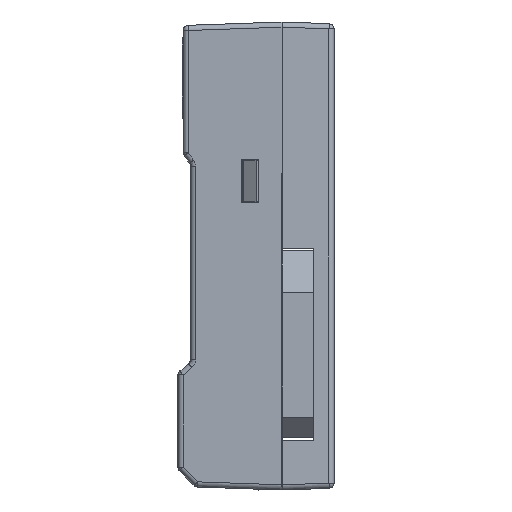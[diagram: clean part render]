
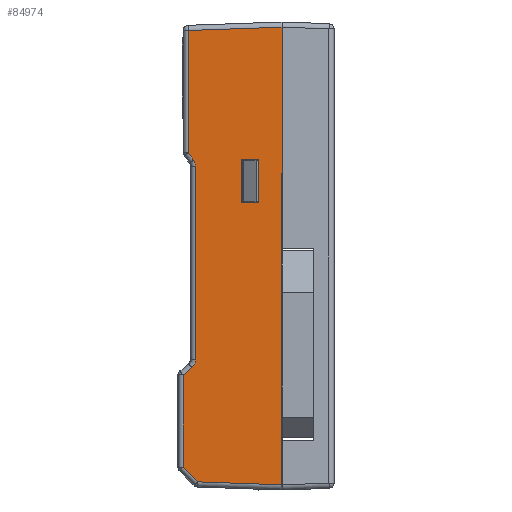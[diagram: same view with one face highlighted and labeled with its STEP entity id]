
A CAD part, left-side view. The second image highlights one B-rep face of the part: STEP entity #84974.
In plain terms, the highlighted face is planar.
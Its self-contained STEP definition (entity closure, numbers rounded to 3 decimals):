
#713 = VECTOR ( 'NONE', #75271, 1000. ) ;
#944 = ORIENTED_EDGE ( 'NONE', *, *, #99724, .T. ) ;
#994 = CARTESIAN_POINT ( 'NONE',  ( 25.707, 8.38, -16.515 ) ) ;
#2243 = ORIENTED_EDGE ( 'NONE', *, *, #30911, .T. ) ;
#4388 = ORIENTED_EDGE ( 'NONE', *, *, #176599, .T. ) ;
#5147 = CARTESIAN_POINT ( 'NONE',  ( 25.999, 0.028, 14.521 ) ) ;
#6280 = VERTEX_POINT ( 'NONE', #124182 ) ;
#12968 = DIRECTION ( 'NONE',  ( 0.02, -0.573, 0.819 ) ) ;
#17192 = EDGE_CURVE ( 'NONE', #173569, #21805, #67784, .T. ) ;
#18513 = LINE ( 'NONE', #83660, #34111 ) ;
#21805 = VERTEX_POINT ( 'NONE', #147110 ) ;
#22660 = PLANE ( 'NONE',  #153151 ) ;
#24641 = FACE_OUTER_BOUND ( 'NONE', #178143, .T. ) ;
#24949 = CARTESIAN_POINT ( 'NONE',  ( 25.703, 8.498, -16.684 ) ) ;
#27137 = CARTESIAN_POINT ( 'NONE',  ( 25.703, 8.498, -16.684 ) ) ;
#27379 = LINE ( 'NONE', #166811, #144762 ) ;
#28349 = VECTOR ( 'NONE', #92864, 1000. ) ;
#30911 = EDGE_CURVE ( 'NONE', #21805, #76843, #166243, .T. ) ;
#32700 = VECTOR ( 'NONE', #170600, 1000. ) ;
#34111 = VECTOR ( 'NONE', #12968, 1000. ) ;
#35583 = DIRECTION ( 'NONE',  ( 0.035, -0.999, 0.035 ) ) ;
#39231 = ORIENTED_EDGE ( 'NONE', *, *, #155517, .T. ) ;
#39806 = CARTESIAN_POINT ( 'NONE',  ( 25.864, 3.9, 13.722 ) ) ;
#40602 = EDGE_CURVE ( 'NONE', #74527, #52286, #110232, .T. ) ;
#42117 = CARTESIAN_POINT ( 'NONE',  ( 25.668, 9.517, 13.722 ) ) ;
#46322 = ORIENTED_EDGE ( 'NONE', *, *, #47065, .T. ) ;
#47026 = LINE ( 'NONE', #5147, #98161 ) ;
#47065 = EDGE_CURVE ( 'NONE', #145337, #170930, #58705, .T. ) ;
#47444 = CARTESIAN_POINT ( 'NONE',  ( 26., 0., -12.578 ) ) ;
#50619 = DIRECTION ( 'NONE',  ( 0.999, 0.035, 0. ) ) ;
#52286 = VERTEX_POINT ( 'NONE', #183039 ) ;
#55189 = DIRECTION ( 'NONE',  ( 0., 0., -1. ) ) ;
#58101 =( BOUNDED_CURVE ( )  B_SPLINE_CURVE ( 3, ( #128581, #85972, #994, #27137 ),
 .UNSPECIFIED., .F., .F. ) 
 B_SPLINE_CURVE_WITH_KNOTS ( ( 4, 4 ),
 ( 0., 0.611 ),
 .UNSPECIFIED. ) 
 CURVE ( )  GEOMETRIC_REPRESENTATION_ITEM ( )  RATIONAL_B_SPLINE_CURVE ( ( 1., 0.969, 0.969, 1. ) ) 
 REPRESENTATION_ITEM ( '' )  );
#58705 = LINE ( 'NONE', #152574, #155934 ) ;
#59790 = VECTOR ( 'NONE', #83235, 1000. ) ;
#60225 = CARTESIAN_POINT ( 'NONE',  ( 25.864, 3.9, -12.578 ) ) ;
#61946 = DIRECTION ( 'NONE',  ( 0., 0., 1. ) ) ;
#63022 = ORIENTED_EDGE ( 'NONE', *, *, #138590, .T. ) ;
#63247 = VECTOR ( 'NONE', #172833, 1000. ) ;
#64171 = ORIENTED_EDGE ( 'NONE', *, *, #153649, .F. ) ;
#65225 = VERTEX_POINT ( 'NONE', #103779 ) ;
#66441 = CARTESIAN_POINT ( 'NONE',  ( 25.71, 8.317, -16.11 ) ) ;
#67784 = LINE ( 'NONE', #70630, #147386 ) ;
#68855 = LINE ( 'NONE', #42117, #152920 ) ;
#69057 = CARTESIAN_POINT ( 'NONE',  ( 26., 0., -16.778 ) ) ;
#69156 = FACE_BOUND ( 'NONE', #181318, .T. ) ;
#69272 = ORIENTED_EDGE ( 'NONE', *, *, #173849, .F. ) ;
#70628 = EDGE_CURVE ( 'NONE', #76843, #84016, #18513, .T. ) ;
#70630 = CARTESIAN_POINT ( 'NONE',  ( 25.947, 1.505, -29.426 ) ) ;
#70849 = CARTESIAN_POINT ( 'NONE',  ( 25.92, 2.3, -16.778 ) ) ;
#71717 = CARTESIAN_POINT ( 'NONE',  ( 26., 0., 13.722 ) ) ;
#74527 = VERTEX_POINT ( 'NONE', #66441 ) ;
#75271 = DIRECTION ( 'NONE',  ( -0.035, 0.999, 0. ) ) ;
#76843 = VERTEX_POINT ( 'NONE', #82571 ) ;
#78917 = ORIENTED_EDGE ( 'NONE', *, *, #83058, .T. ) ;
#79148 = CARTESIAN_POINT ( 'NONE',  ( 25.716, 8.122, 14.239 ) ) ;
#81203 = EDGE_CURVE ( 'NONE', #166267, #140282, #130607, .T. ) ;
#82571 = CARTESIAN_POINT ( 'NONE',  ( 25.685, 9.017, -17.426 ) ) ;
#83058 = EDGE_CURVE ( 'NONE', #140282, #6280, #90056, .T. ) ;
#83235 = DIRECTION ( 'NONE',  ( 0.035, -0.999, 0. ) ) ;
#83660 = CARTESIAN_POINT ( 'NONE',  ( 26.3, -8.578, 7.71 ) ) ;
#84016 = VERTEX_POINT ( 'NONE', #24949 ) ;
#84974 = ADVANCED_FACE ( 'NONE', ( #69156, #24641 ), #22660, .T. ) ;
#85972 = CARTESIAN_POINT ( 'NONE',  ( 25.71, 8.317, -16.317 ) ) ;
#87404 = EDGE_CURVE ( 'NONE', #164616, #133140, #47026, .T. ) ;
#88833 = CARTESIAN_POINT ( 'NONE',  ( 25.71, 8.317, 2.788 ) ) ;
#88959 = CARTESIAN_POINT ( 'NONE',  ( 26., 0., 14.522 ) ) ;
#90056 = LINE ( 'NONE', #102974, #63247 ) ;
#92864 = DIRECTION ( 'NONE',  ( 0., 0., 1. ) ) ;
#98161 = VECTOR ( 'NONE', #35583, 1000. ) ;
#99724 = EDGE_CURVE ( 'NONE', #124705, #166267, #155057, .T. ) ;
#102974 = CARTESIAN_POINT ( 'NONE',  ( 25.92, 2.3, 13.722 ) ) ;
#103779 = CARTESIAN_POINT ( 'NONE',  ( 25.668, 9.517, 12.818 ) ) ;
#104821 = ORIENTED_EDGE ( 'NONE', *, *, #145689, .T. ) ;
#104928 = LINE ( 'NONE', #47444, #713 ) ;
#105142 = ORIENTED_EDGE ( 'NONE', *, *, #40602, .T. ) ;
#106901 = DIRECTION ( 'NONE',  ( -0.035, 0.999, 0. ) ) ;
#110232 = LINE ( 'NONE', #164541, #28349 ) ;
#124182 = CARTESIAN_POINT ( 'NONE',  ( 25.92, 2.3, -12.578 ) ) ;
#124705 = VERTEX_POINT ( 'NONE', #60225 ) ;
#125367 = DIRECTION ( 'NONE',  ( -0.027, 0.767, 0.641 ) ) ;
#126171 = ORIENTED_EDGE ( 'NONE', *, *, #81203, .T. ) ;
#127444 = DIRECTION ( 'NONE',  ( 0., 0., 1. ) ) ;
#127901 = CARTESIAN_POINT ( 'NONE',  ( 25.697, 8.677, 3.254 ) ) ;
#128581 = CARTESIAN_POINT ( 'NONE',  ( 25.71, 8.317, -16.11 ) ) ;
#129868 = CARTESIAN_POINT ( 'NONE',  ( 25.864, 3.9, -16.778 ) ) ;
#130257 = CARTESIAN_POINT ( 'NONE',  ( 25.71, 8.317, 2.487 ) ) ;
#130607 = LINE ( 'NONE', #69057, #59790 ) ;
#133140 = VERTEX_POINT ( 'NONE', #88959 ) ;
#134233 = CARTESIAN_POINT ( 'NONE',  ( 25.685, 9.017, 13.722 ) ) ;
#137725 = DIRECTION ( 'NONE',  ( 0.024, -0.7, 0.713 ) ) ;
#138590 = EDGE_CURVE ( 'NONE', #6280, #124705, #104928, .T. ) ;
#140282 = VERTEX_POINT ( 'NONE', #70849 ) ;
#144762 = VECTOR ( 'NONE', #137725, 1000. ) ;
#145337 = VERTEX_POINT ( 'NONE', #127901 ) ;
#145689 = EDGE_CURVE ( 'NONE', #65225, #164616, #27379, .T. ) ;
#147110 = CARTESIAN_POINT ( 'NONE',  ( 25.685, 9.017, -29.163 ) ) ;
#147386 = VECTOR ( 'NONE', #169521, 1000. ) ;
#147668 = CARTESIAN_POINT ( 'NONE',  ( 25.668, 9.517, 3.956 ) ) ;
#147894 = LINE ( 'NONE', #71717, #32700 ) ;
#152574 = CARTESIAN_POINT ( 'NONE',  ( 25.696, 8.706, 3.279 ) ) ;
#152920 = VECTOR ( 'NONE', #127444, 1000. ) ;
#153151 = AXIS2_PLACEMENT_3D ( 'NONE', #161330, #50619, #106901 ) ;
#153649 = EDGE_CURVE ( 'NONE', #74527, #84016, #58101, .T. ) ;
#155057 = LINE ( 'NONE', #39806, #168395 ) ;
#155517 = EDGE_CURVE ( 'NONE', #170930, #65225, #68855, .T. ) ;
#155934 = VECTOR ( 'NONE', #125367, 1000. ) ;
#156510 = ORIENTED_EDGE ( 'NONE', *, *, #17192, .T. ) ;
#156707 =( BOUNDED_CURVE ( )  B_SPLINE_CURVE ( 3, ( #160534, #174739, #88833, #130257 ),
 .UNSPECIFIED., .F., .F. ) 
 B_SPLINE_CURVE_WITH_KNOTS ( ( 4, 4 ),
 ( 5.408, 6.283 ),
 .UNSPECIFIED. ) 
 CURVE ( )  GEOMETRIC_REPRESENTATION_ITEM ( )  RATIONAL_B_SPLINE_CURVE ( ( 1., 0.937, 0.937, 1. ) ) 
 REPRESENTATION_ITEM ( '' )  );
#159648 = VECTOR ( 'NONE', #61946, 1000. ) ;
#159774 = CARTESIAN_POINT ( 'NONE',  ( 26., 0., -29.478 ) ) ;
#160534 = CARTESIAN_POINT ( 'NONE',  ( 25.697, 8.677, 3.254 ) ) ;
#161035 = ORIENTED_EDGE ( 'NONE', *, *, #87404, .T. ) ;
#161330 = CARTESIAN_POINT ( 'NONE',  ( 26., 0., 13.722 ) ) ;
#164541 = CARTESIAN_POINT ( 'NONE',  ( 25.71, 8.317, 13.722 ) ) ;
#164616 = VERTEX_POINT ( 'NONE', #79148 ) ;
#166243 = LINE ( 'NONE', #134233, #159648 ) ;
#166267 = VERTEX_POINT ( 'NONE', #129868 ) ;
#166811 = CARTESIAN_POINT ( 'NONE',  ( 25.847, 4.391, 18.039 ) ) ;
#168395 = VECTOR ( 'NONE', #55189, 1000. ) ;
#169521 = DIRECTION ( 'NONE',  ( -0.035, 0.999, 0.035 ) ) ;
#170010 = ORIENTED_EDGE ( 'NONE', *, *, #70628, .T. ) ;
#170600 = DIRECTION ( 'NONE',  ( 0., 0., -1. ) ) ;
#170930 = VERTEX_POINT ( 'NONE', #147668 ) ;
#172833 = DIRECTION ( 'NONE',  ( 0., 0., 1. ) ) ;
#173569 = VERTEX_POINT ( 'NONE', #159774 ) ;
#173849 = EDGE_CURVE ( 'NONE', #145337, #52286, #156707, .T. ) ;
#174739 = CARTESIAN_POINT ( 'NONE',  ( 25.705, 8.445, 3.061 ) ) ;
#176599 = EDGE_CURVE ( 'NONE', #133140, #173569, #147894, .T. ) ;
#178143 = EDGE_LOOP ( 'NONE', ( #104821, #161035, #4388, #156510, #2243, #170010, #64171, #105142, #69272, #46322, #39231 ) ) ;
#181318 = EDGE_LOOP ( 'NONE', ( #944, #126171, #78917, #63022 ) ) ;
#183039 = CARTESIAN_POINT ( 'NONE',  ( 25.71, 8.317, 2.487 ) ) ;
